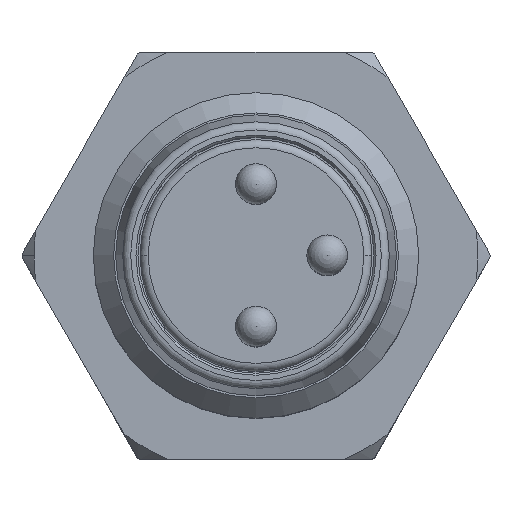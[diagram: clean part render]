
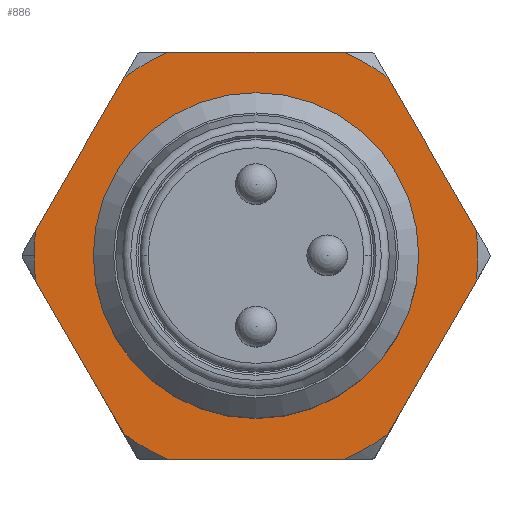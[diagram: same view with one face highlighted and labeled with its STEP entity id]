
A CAD part, top view. The second image highlights one B-rep face of the part: STEP entity #886.
In plain terms, the highlighted planar face has unit normal (0, 0, 1).
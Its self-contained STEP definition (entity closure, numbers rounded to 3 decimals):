
#600=PLANE('',#2390);
#723=LINE('',#3289,#807);
#724=LINE('',#3294,#808);
#725=LINE('',#3298,#809);
#726=LINE('',#3302,#810);
#727=LINE('',#3308,#811);
#728=LINE('',#3312,#812);
#807=VECTOR('',#2689,1.);
#808=VECTOR('',#2692,1.);
#809=VECTOR('',#2695,1.);
#810=VECTOR('',#2698,1.);
#811=VECTOR('',#2703,1.);
#812=VECTOR('',#2706,1.);
#886=ADVANCED_FACE('',(#1049,#1050),#600,.T.);
#1049=FACE_BOUND('',#1137,.T.);
#1050=FACE_BOUND('',#1138,.T.);
#1137=EDGE_LOOP('',(#1332));
#1138=EDGE_LOOP('',(#1333,#1334,#1335,#1336,#1337,#1338,#1339,#1340,#1341,
#1342,#1343,#1344,#1345));
#1332=ORIENTED_EDGE('',*,*,#2000,.F.);
#1333=ORIENTED_EDGE('',*,*,#2001,.T.);
#1334=ORIENTED_EDGE('',*,*,#2002,.T.);
#1335=ORIENTED_EDGE('',*,*,#2003,.T.);
#1336=ORIENTED_EDGE('',*,*,#2004,.T.);
#1337=ORIENTED_EDGE('',*,*,#2005,.T.);
#1338=ORIENTED_EDGE('',*,*,#2006,.T.);
#1339=ORIENTED_EDGE('',*,*,#2007,.T.);
#1340=ORIENTED_EDGE('',*,*,#2008,.T.);
#1341=ORIENTED_EDGE('',*,*,#2009,.T.);
#1342=ORIENTED_EDGE('',*,*,#2010,.T.);
#1343=ORIENTED_EDGE('',*,*,#2011,.T.);
#1344=ORIENTED_EDGE('',*,*,#2012,.T.);
#1345=ORIENTED_EDGE('',*,*,#2013,.T.);
#1816=VERTEX_POINT('',#3288);
#1817=VERTEX_POINT('',#3290);
#1818=VERTEX_POINT('',#3291);
#1819=VERTEX_POINT('',#3293);
#1820=VERTEX_POINT('',#3295);
#1821=VERTEX_POINT('',#3297);
#1822=VERTEX_POINT('',#3299);
#1823=VERTEX_POINT('',#3301);
#1824=VERTEX_POINT('',#3303);
#1825=VERTEX_POINT('',#3305);
#1826=VERTEX_POINT('',#3307);
#1827=VERTEX_POINT('',#3309);
#1828=VERTEX_POINT('',#3311);
#1829=VERTEX_POINT('',#3313);
#2000=EDGE_CURVE('',#1816,#1816,#2232,.T.);
#2001=EDGE_CURVE('',#1817,#1818,#723,.T.);
#2002=EDGE_CURVE('',#1818,#1819,#2233,.T.);
#2003=EDGE_CURVE('',#1819,#1820,#724,.T.);
#2004=EDGE_CURVE('',#1820,#1821,#2234,.T.);
#2005=EDGE_CURVE('',#1821,#1822,#725,.T.);
#2006=EDGE_CURVE('',#1822,#1823,#2235,.T.);
#2007=EDGE_CURVE('',#1823,#1824,#726,.T.);
#2008=EDGE_CURVE('',#1824,#1825,#2236,.T.);
#2009=EDGE_CURVE('',#1825,#1826,#2237,.T.);
#2010=EDGE_CURVE('',#1826,#1827,#727,.T.);
#2011=EDGE_CURVE('',#1827,#1828,#2238,.T.);
#2012=EDGE_CURVE('',#1828,#1829,#728,.T.);
#2013=EDGE_CURVE('',#1829,#1817,#2239,.T.);
#2232=CIRCLE('',#2382,4.);
#2233=CIRCLE('',#2383,5.45);
#2234=CIRCLE('',#2384,5.45);
#2235=CIRCLE('',#2385,5.45);
#2236=CIRCLE('',#2386,5.45);
#2237=CIRCLE('',#2387,5.45);
#2238=CIRCLE('',#2388,5.45);
#2239=CIRCLE('',#2389,5.45);
#2382=AXIS2_PLACEMENT_3D('',#3287,#2687,#2688);
#2383=AXIS2_PLACEMENT_3D('',#3292,#2690,#2691);
#2384=AXIS2_PLACEMENT_3D('',#3296,#2693,#2694);
#2385=AXIS2_PLACEMENT_3D('',#3300,#2696,#2697);
#2386=AXIS2_PLACEMENT_3D('',#3304,#2699,#2700);
#2387=AXIS2_PLACEMENT_3D('',#3306,#2701,#2702);
#2388=AXIS2_PLACEMENT_3D('',#3310,#2704,#2705);
#2389=AXIS2_PLACEMENT_3D('',#3314,#2707,#2708);
#2390=AXIS2_PLACEMENT_3D('',#3315,#2709,#2710);
#2687=DIRECTION('',(0.,0.,1.));
#2688=DIRECTION('',(1.,0.,0.));
#2689=DIRECTION('',(0.5,0.866,0.));
#2690=DIRECTION('',(0.,0.,1.));
#2691=DIRECTION('',(1.,0.,0.));
#2692=DIRECTION('',(-0.5,0.866,0.));
#2693=DIRECTION('',(0.,0.,1.));
#2694=DIRECTION('',(1.,0.,0.));
#2695=DIRECTION('',(-1.,0.,0.));
#2696=DIRECTION('',(0.,0.,1.));
#2697=DIRECTION('',(1.,0.,0.));
#2698=DIRECTION('',(-0.5,-0.866,0.));
#2699=DIRECTION('',(0.,0.,1.));
#2700=DIRECTION('',(1.,0.,0.));
#2701=DIRECTION('',(0.,0.,1.));
#2702=DIRECTION('',(1.,0.,0.));
#2703=DIRECTION('',(0.5,-0.866,0.));
#2704=DIRECTION('',(0.,0.,1.));
#2705=DIRECTION('',(1.,0.,0.));
#2706=DIRECTION('',(1.,0.,0.));
#2707=DIRECTION('',(0.,0.,1.));
#2708=DIRECTION('',(1.,0.,0.));
#2709=DIRECTION('',(0.,0.,1.));
#2710=DIRECTION('',(1.,0.,0.));
#3287=CARTESIAN_POINT('',(-230.,10.,-1.5));
#3288=CARTESIAN_POINT('',(-234.,10.,-1.5));
#3289=CARTESIAN_POINT('',(-225.67,7.5,-1.5));
#3290=CARTESIAN_POINT('',(-226.754,5.622,-1.5));
#3291=CARTESIAN_POINT('',(-224.586,9.378,-1.5));
#3292=CARTESIAN_POINT('',(-230.,10.,-1.5));
#3293=CARTESIAN_POINT('',(-224.586,10.622,-1.5));
#3294=CARTESIAN_POINT('',(-225.67,12.5,-1.5));
#3295=CARTESIAN_POINT('',(-226.754,14.378,-1.5));
#3296=CARTESIAN_POINT('',(-230.,10.,-1.5));
#3297=CARTESIAN_POINT('',(-227.831,15.,-1.5));
#3298=CARTESIAN_POINT('',(-230.,15.,-1.5));
#3299=CARTESIAN_POINT('',(-232.169,15.,-1.5));
#3300=CARTESIAN_POINT('',(-230.,10.,-1.5));
#3301=CARTESIAN_POINT('',(-233.246,14.378,-1.5));
#3302=CARTESIAN_POINT('',(-234.33,12.5,-1.5));
#3303=CARTESIAN_POINT('',(-235.414,10.622,-1.5));
#3304=CARTESIAN_POINT('',(-230.,10.,-1.5));
#3305=CARTESIAN_POINT('',(-235.45,10.,-1.5));
#3306=CARTESIAN_POINT('',(-230.,10.,-1.5));
#3307=CARTESIAN_POINT('',(-235.414,9.378,-1.5));
#3308=CARTESIAN_POINT('',(-234.33,7.5,-1.5));
#3309=CARTESIAN_POINT('',(-233.246,5.622,-1.5));
#3310=CARTESIAN_POINT('',(-230.,10.,-1.5));
#3311=CARTESIAN_POINT('',(-232.169,5.,-1.5));
#3312=CARTESIAN_POINT('',(-230.,5.,-1.5));
#3313=CARTESIAN_POINT('',(-227.831,5.,-1.5));
#3314=CARTESIAN_POINT('',(-230.,10.,-1.5));
#3315=CARTESIAN_POINT('',(-230.,10.,-1.5));
